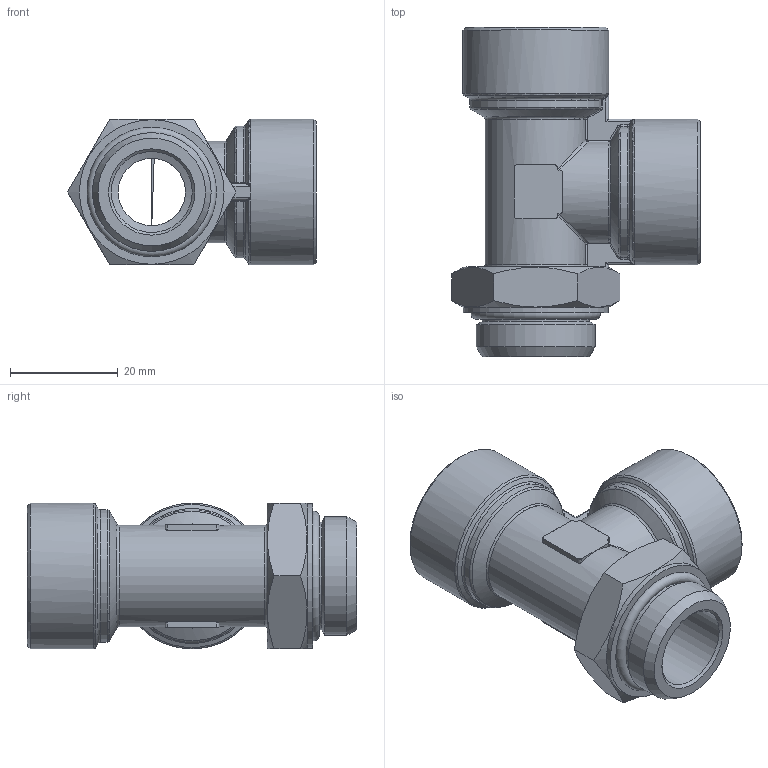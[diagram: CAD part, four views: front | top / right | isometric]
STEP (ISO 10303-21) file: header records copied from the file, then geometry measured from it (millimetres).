
FILE_DESCRIPTION(( 'RAF.25.M22X1.5.M22X1.5.stp' ), '1');
FILE_NAME( 'RAF.25.M22X1.5.M22X1.5.stp', '2021-02-19T15:58:13',( 'Sopra'),('sopra-pneumatic.com'), 'SwSTEP 2.0','SolidWorks 2009','' );
FILE_SCHEMA( ( 'CONFIG_CONTROL_DESIGN' ) );
Length unit declared in the file: millimetre
Products named in the file (1): Rivoluzione1
Bounding box: 46.09 x 61 x 27 mm (x, y, z)
Volume: 19024.3 mm3; surface area: 11870 mm2
Topology: 1 solids, 1 shells, 190 faces, 476 edges, 288 vertices
Faces by surface type: cylinder 55, bspline 54, plane 47, cone 20, torus 14
Full cylindrical faces by diameter (mm): 12.5 x2, 15 x1, 19.9 x2, 20.5 x2, 22 x1, 26.8 x1, 27 x2
Entity records: 6842 total; most frequent: CARTESIAN_POINT 2837, ORIENTED_EDGE 884, DIRECTION 721, EDGE_CURVE 442, AXIS2_PLACEMENT_3D 300, VERTEX_POINT 281, EDGE_LOOP 222, FACE_OUTER_BOUND 202
